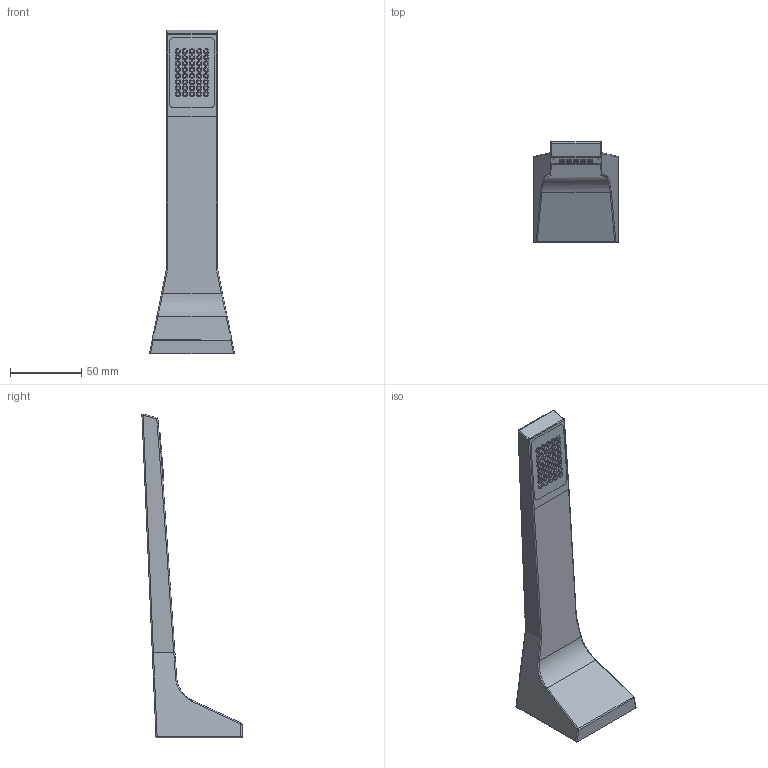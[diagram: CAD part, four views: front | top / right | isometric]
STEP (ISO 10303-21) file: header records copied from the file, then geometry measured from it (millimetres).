
FILE_DESCRIPTION (( 'STEP AP203' ), '1' );
FILE_NAME ('13800705-00.STEP', '2018-07-03T14:13:06', ( '' ), ( '' ), 'SwSTEP 2.0', 'SolidWorks 2017', '' );
FILE_SCHEMA (( 'CONFIG_CONTROL_DESIGN' ));
Length unit declared in the file: millimetre
Products named in the file (5): Planungsmodell_Platte-+-09.11.02.299.90-01_K4; Planungsmodell_Platte-+-09.11.02.299.90-01_K3; Planungsmodell_Platte-+-09.11.02.299.90-01_K2; 13800705-00; Planungsmodell_Auslauf-+-09.11.70.005.90-01
Assembly tree (43 placements, depth 3):
  13800705-00
    Planungsmodell_Auslauf-+-09.11.70.005.90-01
    Planungsmodell_Platte-+-09.11.02.299.90-01_K2
      Planungsmodell_Platte-+-09.11.02.299.90-01_K4
      Planungsmodell_Platte-+-09.11.02.299.90-01_K3  x40
Bounding box: 59.64 x 70.41 x 227.73 mm (x, y, z)
Volume: 182693.1 mm3; surface area: 35669.9 mm2
Topology: 42 solids, 42 shells, 298 faces, 535 edges, 319 vertices
Faces by surface type: cylinder 108, plane 97, torus 80, bspline 8, sphere 5
Entity records: 3608 total; most frequent: CARTESIAN_POINT 543, DIRECTION 371, ORIENTED_EDGE 282, AXIS2_PLACEMENT_3D 151, EDGE_CURVE 141, DATE_AND_TIME 111, COORDINATED_UNIVERSAL_TIME_OFFSET 111, CALENDAR_DATE 111
